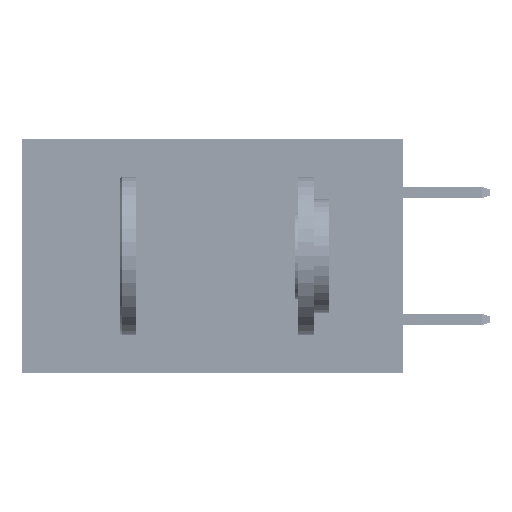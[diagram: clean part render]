
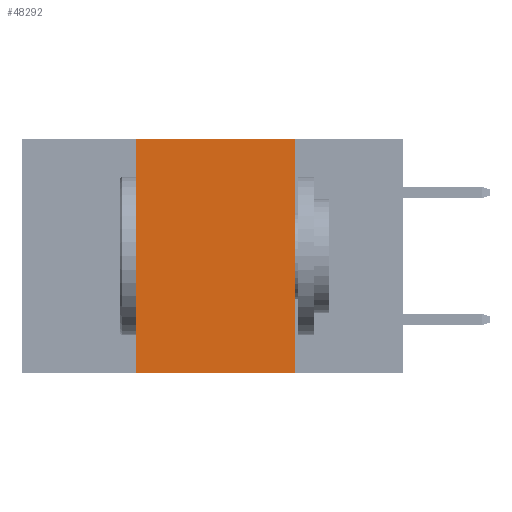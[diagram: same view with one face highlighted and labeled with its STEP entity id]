
A CAD part, left-side view. The second image highlights one B-rep face of the part: STEP entity #48292.
In plain terms, the highlighted planar face has unit normal (-1, 0, 0).
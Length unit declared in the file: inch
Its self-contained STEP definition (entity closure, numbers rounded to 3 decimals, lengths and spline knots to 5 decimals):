
#182 = EDGE_CURVE ( 'NONE', #44566, #23193, #5674, .T. ) ;
#4196 = DIRECTION ( 'NONE',  ( 0., 0., 1. ) ) ;
#5674 = LINE ( 'NONE', #21596, #30810 ) ;
#7289 = DIRECTION ( 'NONE',  ( 0., 0., -1. ) ) ;
#8033 = VERTEX_POINT ( 'NONE', #21811 ) ;
#8205 = VECTOR ( 'NONE', #7289, 39.37008 ) ;
#8420 = CARTESIAN_POINT ( 'NONE',  ( 0., 0.6, 0. ) ) ;
#10537 = DIRECTION ( 'NONE',  ( 0., -1., 0. ) ) ;
#10721 = DIRECTION ( 'NONE',  ( 0., -1., 0. ) ) ;
#12324 = EDGE_CURVE ( 'NONE', #44566, #19329, #50205, .T. ) ;
#12523 = DIRECTION ( 'NONE',  ( 1., 0., 0. ) ) ;
#16648 = FACE_OUTER_BOUND ( 'NONE', #26595, .T. ) ;
#19329 = VERTEX_POINT ( 'NONE', #49780 ) ;
#20749 = EDGE_CURVE ( 'NONE', #19329, #8033, #49788, .T. ) ;
#21596 = CARTESIAN_POINT ( 'NONE',  ( 0., 0.6, -0.37 ) ) ;
#21811 = CARTESIAN_POINT ( 'NONE',  ( 0., 0.17, 0. ) ) ;
#23193 = VERTEX_POINT ( 'NONE', #48337 ) ;
#23664 = ORIENTED_EDGE ( 'NONE', *, *, #182, .T. ) ;
#24069 = PLANE ( 'NONE',  #30338 ) ;
#26595 = EDGE_LOOP ( 'NONE', ( #32742, #29838, #31650, #23664 ) ) ;
#28202 = DIRECTION ( 'NONE',  ( 0., 0., -1. ) ) ;
#29681 = CARTESIAN_POINT ( 'NONE',  ( 0., 0.42, 0. ) ) ;
#29838 = ORIENTED_EDGE ( 'NONE', *, *, #20749, .F. ) ;
#30338 = AXIS2_PLACEMENT_3D ( 'NONE', #8420, #12523, #28202 ) ;
#30469 = VECTOR ( 'NONE', #10721, 39.37008 ) ;
#30810 = VECTOR ( 'NONE', #10537, 39.37008 ) ;
#31650 = ORIENTED_EDGE ( 'NONE', *, *, #12324, .F. ) ;
#32742 = ORIENTED_EDGE ( 'NONE', *, *, #46968, .F. ) ;
#39054 = VECTOR ( 'NONE', #4196, 39.37008 ) ;
#41711 = CARTESIAN_POINT ( 'NONE',  ( 0., 0.17, 0. ) ) ;
#44566 = VERTEX_POINT ( 'NONE', #45175 ) ;
#45175 = CARTESIAN_POINT ( 'NONE',  ( 0., 0.42, -0.37 ) ) ;
#45887 = CARTESIAN_POINT ( 'NONE',  ( 0., 0.6, 0. ) ) ;
#46968 = EDGE_CURVE ( 'NONE', #8033, #23193, #50193, .T. ) ;
#48292 = ADVANCED_FACE ( 'NONE', ( #16648 ), #24069, .F. ) ;
#48337 = CARTESIAN_POINT ( 'NONE',  ( 0., 0.17, -0.37 ) ) ;
#49780 = CARTESIAN_POINT ( 'NONE',  ( 0., 0.42, 0. ) ) ;
#49788 = LINE ( 'NONE', #45887, #30469 ) ;
#50193 = LINE ( 'NONE', #41711, #8205 ) ;
#50205 = LINE ( 'NONE', #29681, #39054 ) ;
